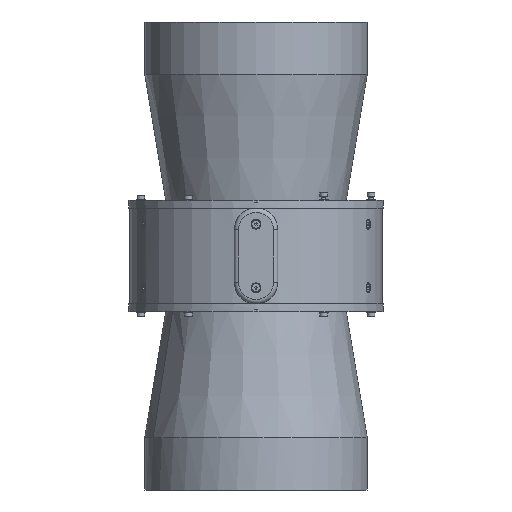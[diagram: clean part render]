
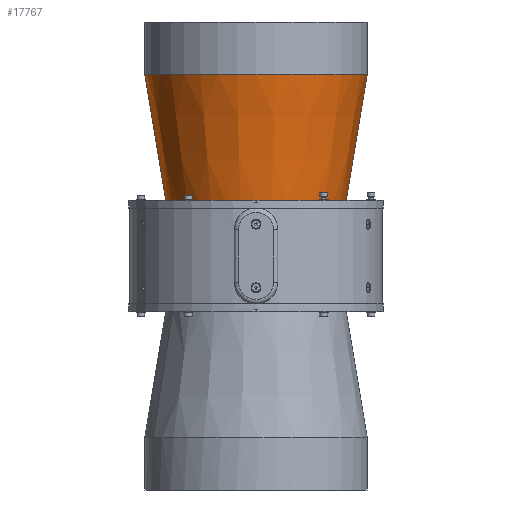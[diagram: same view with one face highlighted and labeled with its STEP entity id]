
A CAD part, front view. The second image highlights one B-rep face of the part: STEP entity #17767.
In plain terms, the highlighted conical face has half-angle 9.462 degrees and reference radius 103 mm.
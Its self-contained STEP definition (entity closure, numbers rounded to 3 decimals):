
#738 = VERTEX_POINT ( 'NONE', #5270 ) ;
#1080 = LINE ( 'NONE', #23232, #17705 ) ;
#3177 = FACE_OUTER_BOUND ( 'NONE', #9019, .T. ) ;
#4328 = CARTESIAN_POINT ( 'NONE',  ( -160.992, 185.384, 434.095 ) ) ;
#5270 = CARTESIAN_POINT ( 'NONE',  ( 70.841, 185.384, 289.095 ) ) ;
#8178 = CARTESIAN_POINT ( 'NONE',  ( 95.008, 185.384, 434.095 ) ) ;
#9019 = EDGE_LOOP ( 'NONE', ( #13305, #41676, #12150, #26322 ) ) ;
#9078 = CARTESIAN_POINT ( 'NONE',  ( -136.826, 185.384, 289.095 ) ) ;
#12119 = VECTOR ( 'NONE', #32259, 1000. ) ;
#12150 = ORIENTED_EDGE ( 'NONE', *, *, #23012, .T. ) ;
#12687 = CONICAL_SURFACE ( 'NONE', #23672, 103., 0.165 ) ;
#13305 = ORIENTED_EDGE ( 'NONE', *, *, #33238, .F. ) ;
#16573 = DIRECTION ( 'NONE',  ( -0.164, 0., 0.986 ) ) ;
#17207 = EDGE_CURVE ( 'NONE', #40454, #738, #26076, .T. ) ;
#17705 = VECTOR ( 'NONE', #16573, 1000. ) ;
#17767 = ADVANCED_FACE ( 'NONE', ( #3177 ), #12687, .T. ) ;
#19904 = DIRECTION ( 'NONE',  ( 0., 0., 1. ) ) ;
#21083 = CARTESIAN_POINT ( 'NONE',  ( -32.992, 185.384, 434.095 ) ) ;
#21760 = CARTESIAN_POINT ( 'NONE',  ( -32.992, 185.384, 284.095 ) ) ;
#21966 = AXIS2_PLACEMENT_3D ( 'NONE', #26775, #19904, #23759 ) ;
#23012 = EDGE_CURVE ( 'NONE', #738, #41761, #25182, .T. ) ;
#23232 = CARTESIAN_POINT ( 'NONE',  ( -135.992, 185.384, 284.095 ) ) ;
#23672 = AXIS2_PLACEMENT_3D ( 'NONE', #21760, #34839, #39308 ) ;
#23759 = DIRECTION ( 'NONE',  ( 1., 0., 0. ) ) ;
#23853 = AXIS2_PLACEMENT_3D ( 'NONE', #21083, #24503, #34383 ) ;
#24503 = DIRECTION ( 'NONE',  ( 0., 0., 1. ) ) ;
#25182 = LINE ( 'NONE', #38286, #12119 ) ;
#26076 = CIRCLE ( 'NONE', #21966, 103.833 ) ;
#26322 = ORIENTED_EDGE ( 'NONE', *, *, #34974, .F. ) ;
#26775 = CARTESIAN_POINT ( 'NONE',  ( -32.992, 185.384, 289.095 ) ) ;
#28803 = VERTEX_POINT ( 'NONE', #4328 ) ;
#29349 = CIRCLE ( 'NONE', #23853, 128. ) ;
#32259 = DIRECTION ( 'NONE',  ( 0.164, 0., 0.986 ) ) ;
#33238 = EDGE_CURVE ( 'NONE', #40454, #28803, #1080, .T. ) ;
#34383 = DIRECTION ( 'NONE',  ( 1., 0., 0. ) ) ;
#34839 = DIRECTION ( 'NONE',  ( 0., 0., 1. ) ) ;
#34974 = EDGE_CURVE ( 'NONE', #28803, #41761, #29349, .T. ) ;
#38286 = CARTESIAN_POINT ( 'NONE',  ( 70.008, 185.384, 284.095 ) ) ;
#39308 = DIRECTION ( 'NONE',  ( 1., 0., 0. ) ) ;
#40454 = VERTEX_POINT ( 'NONE', #9078 ) ;
#41676 = ORIENTED_EDGE ( 'NONE', *, *, #17207, .T. ) ;
#41761 = VERTEX_POINT ( 'NONE', #8178 ) ;
